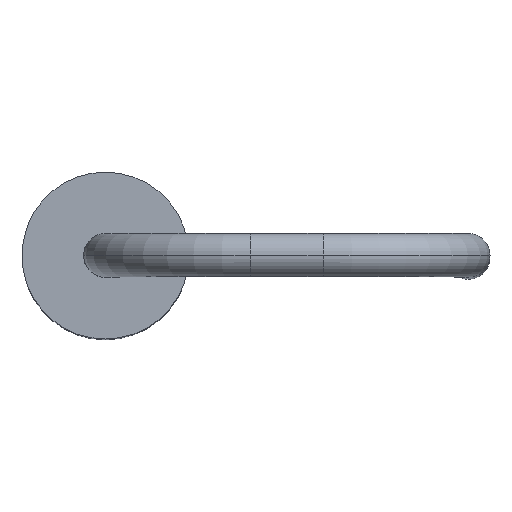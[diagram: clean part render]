
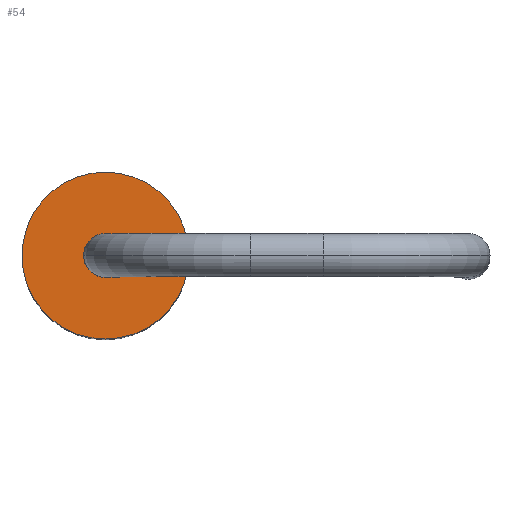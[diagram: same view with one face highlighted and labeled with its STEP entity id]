
A CAD part, top view. The second image highlights one B-rep face of the part: STEP entity #54.
In plain terms, the highlighted planar face has unit normal (0, 0, 1).
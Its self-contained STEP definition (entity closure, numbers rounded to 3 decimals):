
#51 = EDGE_CURVE ( 'NONE', #273, #272, #143, .T. ) ;
#54 = ADVANCED_FACE ( 'NONE', ( #138, #137 ), #239, .T. ) ;
#55 = EDGE_LOOP ( 'NONE', ( #56, #58 ) ) ;
#56 = ORIENTED_EDGE ( 'NONE', *, *, #57, .F. ) ;
#57 = EDGE_CURVE ( 'NONE', #258, #255, #233, .T. ) ;
#58 = ORIENTED_EDGE ( 'NONE', *, *, #257, .F. ) ;
#59 = EDGE_LOOP ( 'NONE', ( #60, #62 ) ) ;
#60 = ORIENTED_EDGE ( 'NONE', *, *, #51, .T. ) ;
#62 = ORIENTED_EDGE ( 'NONE', *, *, #271, .T. ) ;
#137 = FACE_OUTER_BOUND ( 'NONE', #59, .T. ) ;
#138 = FACE_BOUND ( 'NONE', #55, .T. ) ;
#139 = DIRECTION ( 'NONE',  ( 1., 0., 0. ) ) ;
#140 = DIRECTION ( 'NONE',  ( 0., 0., 1. ) ) ;
#141 = CARTESIAN_POINT ( 'NONE',  ( 0., 0., 6.4 ) ) ;
#142 = AXIS2_PLACEMENT_3D ( 'NONE', #141, #140, #139 ) ;
#143 = CIRCLE ( 'NONE', #142, 1.15 ) ;
#230 = DIRECTION ( 'NONE',  ( 1., 0., 0. ) ) ;
#231 = DIRECTION ( 'NONE',  ( 0., 0., 1. ) ) ;
#232 = AXIS2_PLACEMENT_3D ( 'NONE', #238, #231, #230 ) ;
#233 = CIRCLE ( 'NONE', #232, 0.3 ) ;
#234 = DIRECTION ( 'NONE',  ( 1., 0., 0. ) ) ;
#235 = DIRECTION ( 'NONE',  ( 0., 0., 1. ) ) ;
#236 = CARTESIAN_POINT ( 'NONE',  ( 0., 0., 6.4 ) ) ;
#237 = AXIS2_PLACEMENT_3D ( 'NONE', #236, #235, #234 ) ;
#238 = CARTESIAN_POINT ( 'NONE',  ( 0., 0., 6.4 ) ) ;
#239 = PLANE ( 'NONE',  #237 ) ;
#255 = VERTEX_POINT ( 'NONE', #364 ) ;
#257 = EDGE_CURVE ( 'NONE', #255, #258, #363, .T. ) ;
#258 = VERTEX_POINT ( 'NONE', #358 ) ;
#271 = EDGE_CURVE ( 'NONE', #272, #273, #435, .T. ) ;
#272 = VERTEX_POINT ( 'NONE', #430 ) ;
#273 = VERTEX_POINT ( 'NONE', #429 ) ;
#358 = CARTESIAN_POINT ( 'NONE',  ( -0.3, 0., 6.4 ) ) ;
#359 = DIRECTION ( 'NONE',  ( 1., 0., 0. ) ) ;
#360 = DIRECTION ( 'NONE',  ( 0., 0., 1. ) ) ;
#361 = CARTESIAN_POINT ( 'NONE',  ( 0., 0., 6.4 ) ) ;
#362 = AXIS2_PLACEMENT_3D ( 'NONE', #361, #360, #359 ) ;
#363 = CIRCLE ( 'NONE', #362, 0.3 ) ;
#364 = CARTESIAN_POINT ( 'NONE',  ( 0.3, 0., 6.4 ) ) ;
#429 = CARTESIAN_POINT ( 'NONE',  ( -1.15, 0., 6.4 ) ) ;
#430 = CARTESIAN_POINT ( 'NONE',  ( 1.15, 0., 6.4 ) ) ;
#431 = DIRECTION ( 'NONE',  ( 1., 0., 0. ) ) ;
#432 = DIRECTION ( 'NONE',  ( 0., 0., 1. ) ) ;
#433 = CARTESIAN_POINT ( 'NONE',  ( 0., 0., 6.4 ) ) ;
#434 = AXIS2_PLACEMENT_3D ( 'NONE', #433, #432, #431 ) ;
#435 = CIRCLE ( 'NONE', #434, 1.15 ) ;
